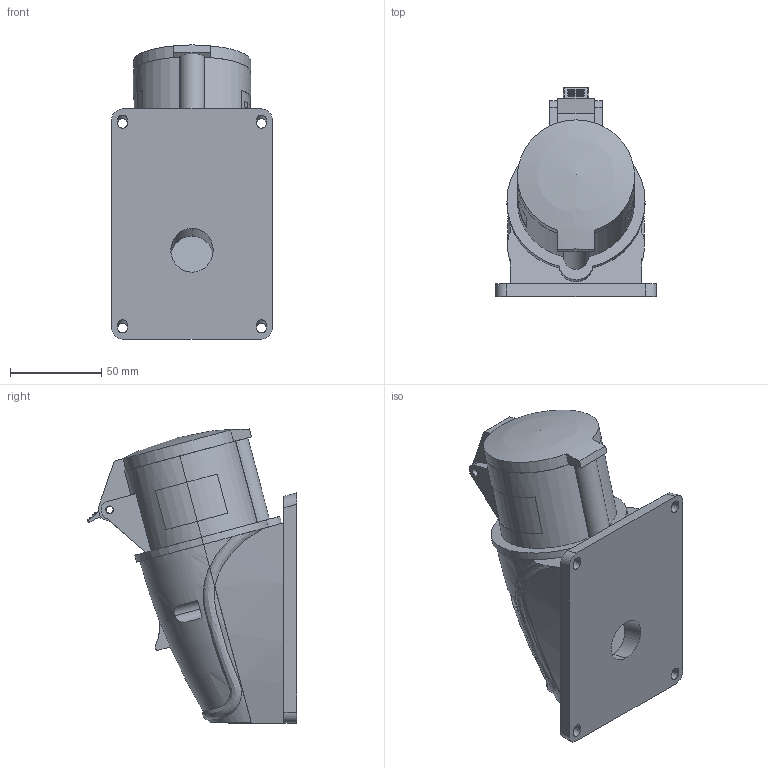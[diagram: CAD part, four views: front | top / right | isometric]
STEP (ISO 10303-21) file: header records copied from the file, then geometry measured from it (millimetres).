
FILE_DESCRIPTION (( 'STEP AP214' ), '1' );
FILE_NAME ('PSN12-032-4 Ðîçåòêà ñòàöèîíàðíàÿ ÑÑÈ-124 32À-6÷_380-415Â 3Ð+ÐÅ IP44 MAGNUM ÈÝÊ1.STEP', '2025-09-15T13:13:42', ( '' ), ( '' ), 'SwSTEP 2.0', 'SolidWorks 2022', '' );
FILE_SCHEMA (( 'AUTOMOTIVE_DESIGN' ));
Length unit declared in the file: millimetre
Products named in the file (1): PSN12-032-4 Розетка стационарная ССИ-124 32А-6ч_380-415В 3Р+РЕ IP44 MAGNUM ИЭК1
Bounding box: 88 x 114.53 x 160.9 mm (x, y, z)
Volume: 313375.1 mm3; surface area: 133651.4 mm2
Topology: 2 solids, 4 shells, 555 faces, 1494 edges, 986 vertices
Faces by surface type: plane 301, cylinder 175, bspline 44, cone 13, sphere 11, torus 11
Entity records: 25667 total; most frequent: CARTESIAN_POINT 11944, ORIENTED_EDGE 2962, DIRECTION 2673, EDGE_CURVE 1481, VERTEX_POINT 982, AXIS2_PLACEMENT_3D 925, LINE 823, VECTOR 823
